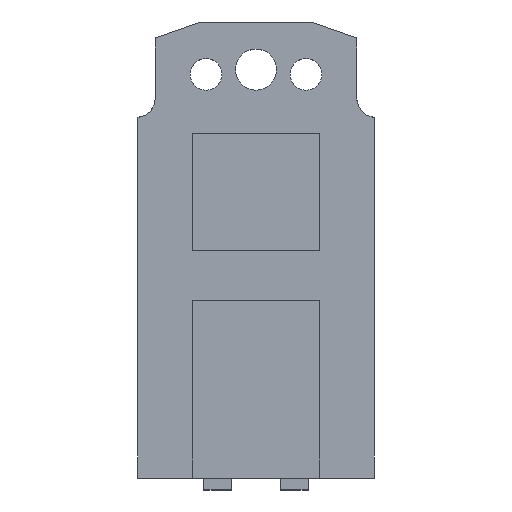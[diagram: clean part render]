
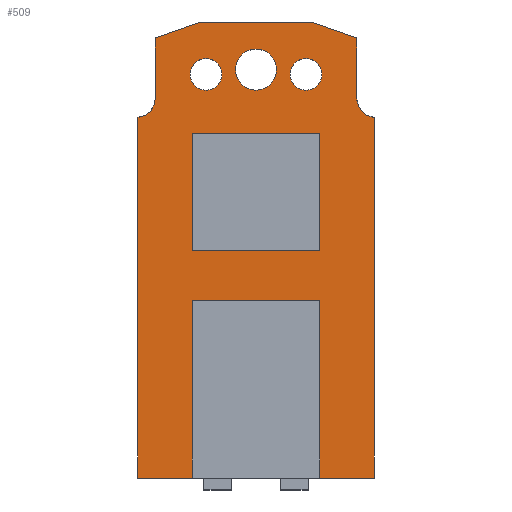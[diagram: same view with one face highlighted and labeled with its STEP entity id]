
A CAD part, top view. The second image highlights one B-rep face of the part: STEP entity #509.
In plain terms, the highlighted planar face has unit normal (0, 0, 1).
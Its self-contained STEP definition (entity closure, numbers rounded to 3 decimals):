
#243=CARTESIAN_POINT('',(-7.247,0.4,4.2));
#244=VERTEX_POINT('',#243);
#245=CARTESIAN_POINT('',(-7.247,15.15,4.2));
#246=VERTEX_POINT('',#245);
#247=CARTESIAN_POINT('',(-7.247,0.4,4.2));
#248=DIRECTION('',(0.,1.,0.));
#249=VECTOR('',#248,14.75);
#250=LINE('',#247,#249);
#251=EDGE_CURVE('',#244,#246,#250,.T.);
#274=CARTESIAN_POINT('',(7.247,0.4,4.2));
#275=VERTEX_POINT('',#274);
#282=CARTESIAN_POINT('',(7.247,15.15,4.2));
#283=VERTEX_POINT('',#282);
#284=CARTESIAN_POINT('',(7.247,0.4,4.2));
#285=DIRECTION('',(0.,1.,0.));
#286=VECTOR('',#285,14.75);
#287=LINE('',#284,#286);
#288=EDGE_CURVE('',#275,#283,#287,.T.);
#300=CARTESIAN_POINT('',(0.,0.,4.2));
#301=DIRECTION('',(0.,0.,1.));
#302=DIRECTION('',(1.,0.,0.));
#303=AXIS2_PLACEMENT_3D('',#300,#301,#302);
#304=PLANE('',#303);
#305=CARTESIAN_POINT('',(-7.247,0.4,4.2));
#306=DIRECTION('',(1.,0.,0.));
#307=VECTOR('',#306,14.493);
#308=LINE('',#305,#307);
#309=EDGE_CURVE('',#244,#275,#308,.T.);
#310=ORIENTED_EDGE('',*,*,#309,.F.);
#311=ORIENTED_EDGE('',*,*,#251,.T.);
#312=CARTESIAN_POINT('',(-7.247,15.15,4.2));
#313=DIRECTION('',(1.,0.,0.));
#314=VECTOR('',#313,14.493);
#315=LINE('',#312,#314);
#316=EDGE_CURVE('',#246,#283,#315,.T.);
#317=ORIENTED_EDGE('',*,*,#316,.T.);
#318=ORIENTED_EDGE('',*,*,#288,.F.);
#319=EDGE_LOOP('',(#310,#311,#317,#318));
#320=FACE_BOUND('',#319,.T.);
#321=CARTESIAN_POINT('',(-7.247,-28.15,4.2));
#322=VERTEX_POINT('',#321);
#323=CARTESIAN_POINT('',(-7.247,-5.9,4.2));
#324=VERTEX_POINT('',#323);
#325=CARTESIAN_POINT('',(-7.247,-28.15,4.2));
#326=DIRECTION('',(0.,1.,0.));
#327=VECTOR('',#326,22.25);
#328=LINE('',#325,#327);
#329=EDGE_CURVE('',#322,#324,#328,.T.);
#330=ORIENTED_EDGE('',*,*,#329,.T.);
#331=CARTESIAN_POINT('',(7.247,-5.9,4.2));
#332=VERTEX_POINT('',#331);
#333=CARTESIAN_POINT('',(-7.247,-5.9,4.2));
#334=DIRECTION('',(1.,0.,0.));
#335=VECTOR('',#334,14.493);
#336=LINE('',#333,#335);
#337=EDGE_CURVE('',#324,#332,#336,.T.);
#338=ORIENTED_EDGE('',*,*,#337,.T.);
#339=CARTESIAN_POINT('',(7.247,-28.15,4.2));
#340=VERTEX_POINT('',#339);
#341=CARTESIAN_POINT('',(7.247,-28.15,4.2));
#342=DIRECTION('',(0.,1.,0.));
#343=VECTOR('',#342,22.25);
#344=LINE('',#341,#343);
#345=EDGE_CURVE('',#340,#332,#344,.T.);
#346=ORIENTED_EDGE('',*,*,#345,.F.);
#347=CARTESIAN_POINT('',(14.869,-28.15,4.2));
#348=VERTEX_POINT('',#347);
#349=CARTESIAN_POINT('',(14.869,-28.15,4.2));
#350=DIRECTION('',(-1.,-0.,0.));
#351=VECTOR('',#350,7.623);
#352=LINE('',#349,#351);
#353=EDGE_CURVE('',#348,#340,#352,.T.);
#354=ORIENTED_EDGE('',*,*,#353,.F.);
#355=CARTESIAN_POINT('',(14.869,17.15,4.2));
#356=VERTEX_POINT('',#355);
#357=CARTESIAN_POINT('',(14.869,17.15,4.2));
#358=DIRECTION('',(0.,-1.,0.));
#359=VECTOR('',#358,45.3);
#360=LINE('',#357,#359);
#361=EDGE_CURVE('',#356,#348,#360,.T.);
#362=ORIENTED_EDGE('',*,*,#361,.F.);
#363=CARTESIAN_POINT('',(12.675,19.543,4.2));
#364=VERTEX_POINT('',#363);
#365=CARTESIAN_POINT('',(14.869,17.15,4.2));
#366=CARTESIAN_POINT('',(14.721,17.163,4.2));
#367=CARTESIAN_POINT('',(14.575,17.189,4.2));
#368=CARTESIAN_POINT('',(14.433,17.229,4.2));
#369=CARTESIAN_POINT('',(14.29,17.269,4.2));
#370=CARTESIAN_POINT('',(14.149,17.322,4.2));
#371=CARTESIAN_POINT('',(14.015,17.388,4.2));
#372=CARTESIAN_POINT('',(13.882,17.454,4.2));
#373=CARTESIAN_POINT('',(13.756,17.531,4.2));
#374=CARTESIAN_POINT('',(13.637,17.62,4.2));
#375=CARTESIAN_POINT('',(13.518,17.709,4.2));
#376=CARTESIAN_POINT('',(13.406,17.81,4.2));
#377=CARTESIAN_POINT('',(13.306,17.92,4.2));
#378=CARTESIAN_POINT('',(13.206,18.029,4.2));
#379=CARTESIAN_POINT('',(13.117,18.147,4.2));
#380=CARTESIAN_POINT('',(13.038,18.273,4.2));
#381=CARTESIAN_POINT('',(12.959,18.4,4.2));
#382=CARTESIAN_POINT('',(12.892,18.534,4.2));
#383=CARTESIAN_POINT('',(12.838,18.672,4.2));
#384=CARTESIAN_POINT('',(12.731,18.948,4.2));
#385=CARTESIAN_POINT('',(12.675,19.247,4.2));
#386=CARTESIAN_POINT('',(12.675,19.543,4.2));
#387=B_SPLINE_CURVE_WITH_KNOTS('',3,(#365,#366,#367,#368,#369,#370,#371,#372,#373,#374,#375,#376,#377,#378,#379,#380,#381,#382,#383,#384,#385,#386),.UNSPECIFIED.,.F.,.F.,(4,3,3,3,3,3,3,4),(0.002,0.002,0.003,0.003,0.004,0.004,0.004,0.005),.UNSPECIFIED.);
#388=EDGE_CURVE('',#356,#364,#387,.T.);
#389=ORIENTED_EDGE('',*,*,#388,.T.);
#390=CARTESIAN_POINT('',(12.675,27.15,4.2));
#391=VERTEX_POINT('',#390);
#392=CARTESIAN_POINT('',(12.675,27.15,4.2));
#393=DIRECTION('',(0.,-1.,0.));
#394=VECTOR('',#393,7.607);
#395=LINE('',#392,#394);
#396=EDGE_CURVE('',#391,#364,#395,.T.);
#397=ORIENTED_EDGE('',*,*,#396,.F.);
#398=CARTESIAN_POINT('',(7.,29.15,4.2));
#399=VERTEX_POINT('',#398);
#400=CARTESIAN_POINT('',(7.,29.15,4.2));
#401=DIRECTION('',(0.943,-0.332,0.));
#402=VECTOR('',#401,6.017);
#403=LINE('',#400,#402);
#404=EDGE_CURVE('',#399,#391,#403,.T.);
#405=ORIENTED_EDGE('',*,*,#404,.F.);
#406=CARTESIAN_POINT('',(-7.,29.15,4.2));
#407=VERTEX_POINT('',#406);
#408=CARTESIAN_POINT('',(-7.,29.15,4.2));
#409=DIRECTION('',(1.,0.,0.));
#410=VECTOR('',#409,14.);
#411=LINE('',#408,#410);
#412=EDGE_CURVE('',#407,#399,#411,.T.);
#413=ORIENTED_EDGE('',*,*,#412,.F.);
#414=CARTESIAN_POINT('',(-12.675,27.15,4.2));
#415=VERTEX_POINT('',#414);
#416=CARTESIAN_POINT('',(-7.,29.15,4.2));
#417=DIRECTION('',(-0.943,-0.332,0.));
#418=VECTOR('',#417,6.017);
#419=LINE('',#416,#418);
#420=EDGE_CURVE('',#407,#415,#419,.T.);
#421=ORIENTED_EDGE('',*,*,#420,.T.);
#422=CARTESIAN_POINT('',(-12.675,19.543,4.2));
#423=VERTEX_POINT('',#422);
#424=CARTESIAN_POINT('',(-12.675,19.543,4.2));
#425=DIRECTION('',(-0.,1.,0.));
#426=VECTOR('',#425,7.607);
#427=LINE('',#424,#426);
#428=EDGE_CURVE('',#423,#415,#427,.T.);
#429=ORIENTED_EDGE('',*,*,#428,.F.);
#430=CARTESIAN_POINT('',(-14.869,17.15,4.2));
#431=VERTEX_POINT('',#430);
#432=CARTESIAN_POINT('',(-12.675,19.543,4.2));
#433=CARTESIAN_POINT('',(-12.675,19.393,4.2));
#434=CARTESIAN_POINT('',(-12.689,19.246,4.2));
#435=CARTESIAN_POINT('',(-12.716,19.1,4.2));
#436=CARTESIAN_POINT('',(-12.743,18.955,4.2));
#437=CARTESIAN_POINT('',(-12.784,18.811,4.2));
#438=CARTESIAN_POINT('',(-12.838,18.672,4.2));
#439=CARTESIAN_POINT('',(-12.892,18.533,4.2));
#440=CARTESIAN_POINT('',(-12.959,18.401,4.2));
#441=CARTESIAN_POINT('',(-13.037,18.275,4.2));
#442=CARTESIAN_POINT('',(-13.115,18.15,4.2));
#443=CARTESIAN_POINT('',(-13.206,18.029,4.2));
#444=CARTESIAN_POINT('',(-13.306,17.92,4.2));
#445=CARTESIAN_POINT('',(-13.406,17.81,4.2));
#446=CARTESIAN_POINT('',(-13.516,17.711,4.2));
#447=CARTESIAN_POINT('',(-13.634,17.622,4.2));
#448=CARTESIAN_POINT('',(-13.753,17.533,4.2));
#449=CARTESIAN_POINT('',(-13.882,17.454,4.2));
#450=CARTESIAN_POINT('',(-14.014,17.388,4.2));
#451=CARTESIAN_POINT('',(-14.147,17.323,4.2));
#452=CARTESIAN_POINT('',(-14.285,17.27,4.2));
#453=CARTESIAN_POINT('',(-14.429,17.23,4.2));
#454=CARTESIAN_POINT('',(-14.572,17.19,4.2));
#455=CARTESIAN_POINT('',(-14.72,17.163,4.2));
#456=CARTESIAN_POINT('',(-14.869,17.15,4.2));
#457=B_SPLINE_CURVE_WITH_KNOTS('',3,(#432,#433,#434,#435,#436,#437,#438,#439,#440,#441,#442,#443,#444,#445,#446,#447,#448,#449,#450,#451,#452,#453,#454,#455,#456),.UNSPECIFIED.,.F.,.F.,(4,3,3,3,3,3,3,3,4),(0.,0.,0.001,0.001,0.002,0.002,0.003,0.003,0.004),.UNSPECIFIED.);
#458=EDGE_CURVE('',#423,#431,#457,.T.);
#459=ORIENTED_EDGE('',*,*,#458,.T.);
#460=CARTESIAN_POINT('',(-14.869,-28.15,4.2));
#461=VERTEX_POINT('',#460);
#462=CARTESIAN_POINT('',(-14.869,17.15,4.2));
#463=DIRECTION('',(0.,-1.,0.));
#464=VECTOR('',#463,45.3);
#465=LINE('',#462,#464);
#466=EDGE_CURVE('',#431,#461,#465,.T.);
#467=ORIENTED_EDGE('',*,*,#466,.T.);
#468=CARTESIAN_POINT('',(-7.247,-28.15,4.2));
#469=DIRECTION('',(-1.,-0.,0.));
#470=VECTOR('',#469,7.623);
#471=LINE('',#468,#470);
#472=EDGE_CURVE('',#322,#461,#471,.T.);
#473=ORIENTED_EDGE('',*,*,#472,.F.);
#474=EDGE_LOOP('',(#330,#338,#346,#354,#362,#389,#397,#405,#413,#421,#429,#459,#467,#473));
#475=FACE_BOUND('',#474,.T.);
#476=CARTESIAN_POINT('',(8.275,22.575,4.2));
#477=VERTEX_POINT('',#476);
#478=CARTESIAN_POINT('',(6.28,22.575,4.2));
#479=DIRECTION('',(0.,0.,1.));
#480=DIRECTION('',(1.,0.,-0.));
#481=AXIS2_PLACEMENT_3D('',#478,#479,#480);
#482=CIRCLE('',#481,1.995);
#483=EDGE_CURVE('',#477,#477,#482,.T.);
#484=ORIENTED_EDGE('',*,*,#483,.F.);
#485=EDGE_LOOP('',(#484));
#486=FACE_BOUND('',#485,.T.);
#487=CARTESIAN_POINT('',(-4.285,22.575,4.2));
#488=VERTEX_POINT('',#487);
#489=CARTESIAN_POINT('',(-6.28,22.575,4.2));
#490=DIRECTION('',(0.,0.,1.));
#491=DIRECTION('',(1.,0.,-0.));
#492=AXIS2_PLACEMENT_3D('',#489,#490,#491);
#493=CIRCLE('',#492,1.995);
#494=EDGE_CURVE('',#488,#488,#493,.T.);
#495=ORIENTED_EDGE('',*,*,#494,.F.);
#496=EDGE_LOOP('',(#495));
#497=FACE_BOUND('',#496,.T.);
#498=CARTESIAN_POINT('',(2.585,23.165,4.2));
#499=VERTEX_POINT('',#498);
#500=CARTESIAN_POINT('',(-0.,23.165,4.2));
#501=DIRECTION('',(0.,0.,1.));
#502=DIRECTION('',(1.,0.,-0.));
#503=AXIS2_PLACEMENT_3D('',#500,#501,#502);
#504=CIRCLE('',#503,2.585);
#505=EDGE_CURVE('',#499,#499,#504,.T.);
#506=ORIENTED_EDGE('',*,*,#505,.F.);
#507=EDGE_LOOP('',(#506));
#508=FACE_BOUND('',#507,.T.);
#509=ADVANCED_FACE('',(#320,#475,#486,#497,#508),#304,.T.);
